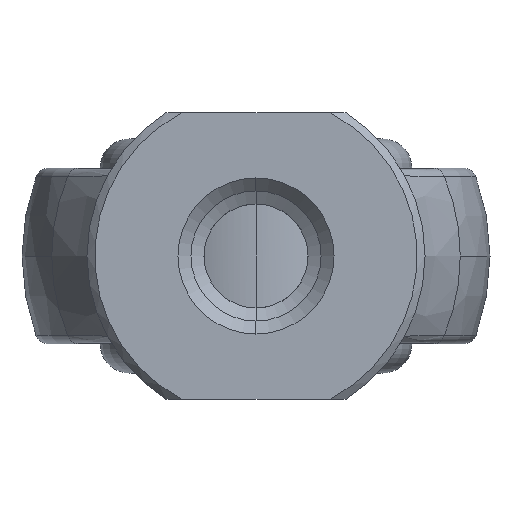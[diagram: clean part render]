
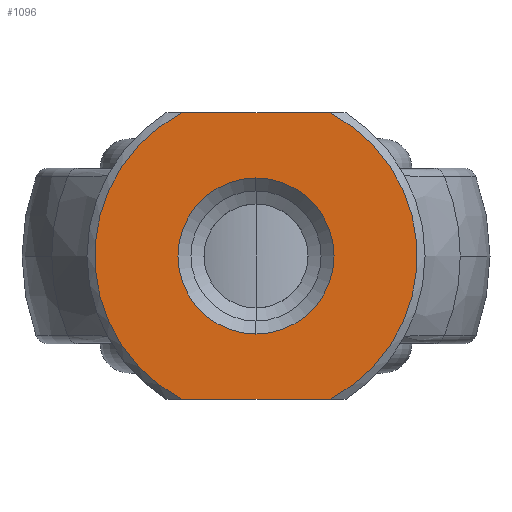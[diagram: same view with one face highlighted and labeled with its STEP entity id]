
A CAD part, left-side view. The second image highlights one B-rep face of the part: STEP entity #1096.
In plain terms, the highlighted planar face has unit normal (-1, 0, 0).
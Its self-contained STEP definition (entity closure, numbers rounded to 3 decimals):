
#5 = CARTESIAN_POINT ( 'NONE',  ( 0., 0., 0. ) ) ;
#8 = DIRECTION ( 'NONE',  ( -1., 0., 0. ) ) ;
#19 = CARTESIAN_POINT ( 'NONE',  ( 0., 0., 0. ) ) ;
#25 = DIRECTION ( 'NONE',  ( 1., 0., 0. ) ) ;
#136 = DIRECTION ( 'NONE',  ( 0., 0., -1. ) ) ;
#151 = DIRECTION ( 'NONE',  ( 0., 0., -1. ) ) ;
#315 = CARTESIAN_POINT ( 'NONE',  ( 0., 0., 3. ) ) ;
#318 = CARTESIAN_POINT ( 'NONE',  ( 0., 2.862, -5.5 ) ) ;
#535 = CARTESIAN_POINT ( 'NONE',  ( 0., 2.5, 0. ) ) ;
#543 = PLANE ( 'NONE',  #1045 ) ;
#544 = DIRECTION ( 'NONE',  ( 1., 0., 0. ) ) ;
#545 = DIRECTION ( 'NONE',  ( 0., 0., -1. ) ) ;
#688 = CARTESIAN_POINT ( 'NONE',  ( 0., 2.862, 5.5 ) ) ;
#691 = CARTESIAN_POINT ( 'NONE',  ( 0., -2.862, 5.5 ) ) ;
#698 = CARTESIAN_POINT ( 'NONE',  ( 0., 0., -3. ) ) ;
#722 = CARTESIAN_POINT ( 'NONE',  ( 0., -2.862, -5.5 ) ) ;
#813 = DIRECTION ( 'NONE',  ( 0., 1., 0. ) ) ;
#814 = CARTESIAN_POINT ( 'NONE',  ( 0., 0., 0. ) ) ;
#816 = DIRECTION ( 'NONE',  ( 0., 0., -1. ) ) ;
#819 = DIRECTION ( 'NONE',  ( 0., 0., -1. ) ) ;
#827 = CARTESIAN_POINT ( 'NONE',  ( 0., 3.464, -5.5 ) ) ;
#831 = DIRECTION ( 'NONE',  ( -1., 0., 0. ) ) ;
#833 = CARTESIAN_POINT ( 'NONE',  ( 0., 0., 0. ) ) ;
#848 = DIRECTION ( 'NONE',  ( 1., 0., 0. ) ) ;
#860 = EDGE_CURVE ( 'NONE', #1412, #1416, #1743, .T. ) ;
#888 = EDGE_CURVE ( 'NONE', #1062, #1425, #1762, .T. ) ;
#910 = AXIS2_PLACEMENT_3D ( 'NONE', #19, #25, #136 ) ;
#946 = EDGE_CURVE ( 'NONE', #1412, #1066, #1335, .T. ) ;
#948 = EDGE_CURVE ( 'NONE', #1425, #1062, #1242, .T. ) ;
#949 = EDGE_CURVE ( 'NONE', #1493, #1066, #1253, .T. ) ;
#955 = EDGE_CURVE ( 'NONE', #1493, #1416, #1257, .T. ) ;
#1009 = AXIS2_PLACEMENT_3D ( 'NONE', #814, #831, #819 ) ;
#1010 = AXIS2_PLACEMENT_3D ( 'NONE', #833, #848, #816 ) ;
#1020 = AXIS2_PLACEMENT_3D ( 'NONE', #5, #8, #151 ) ;
#1045 = AXIS2_PLACEMENT_3D ( 'NONE', #535, #544, #545 ) ;
#1062 = VERTEX_POINT ( 'NONE', #315 ) ;
#1066 = VERTEX_POINT ( 'NONE', #318 ) ;
#1096 = ADVANCED_FACE ( 'NONE', ( #1254, #1212 ), #543, .F. ) ;
#1212 = FACE_OUTER_BOUND ( 'NONE', #1677, .T. ) ;
#1242 = CIRCLE ( 'NONE', #1010, 3. ) ;
#1253 = LINE ( 'NONE', #827, #1295 ) ;
#1254 = FACE_BOUND ( 'NONE', #1652, .T. ) ;
#1257 = CIRCLE ( 'NONE', #1020, 6.2 ) ;
#1295 = VECTOR ( 'NONE', #813, 1000. ) ;
#1335 = CIRCLE ( 'NONE', #1009, 6.2 ) ;
#1412 = VERTEX_POINT ( 'NONE', #688 ) ;
#1416 = VERTEX_POINT ( 'NONE', #691 ) ;
#1425 = VERTEX_POINT ( 'NONE', #698 ) ;
#1432 = DIRECTION ( 'NONE',  ( 0., -1., 0. ) ) ;
#1443 = CARTESIAN_POINT ( 'NONE',  ( 0., 3.464, 5.5 ) ) ;
#1493 = VERTEX_POINT ( 'NONE', #722 ) ;
#1539 = ORIENTED_EDGE ( 'NONE', *, *, #949, .F. ) ;
#1555 = ORIENTED_EDGE ( 'NONE', *, *, #948, .T. ) ;
#1570 = ORIENTED_EDGE ( 'NONE', *, *, #955, .T. ) ;
#1606 = ORIENTED_EDGE ( 'NONE', *, *, #946, .T. ) ;
#1615 = ORIENTED_EDGE ( 'NONE', *, *, #888, .T. ) ;
#1652 = EDGE_LOOP ( 'NONE', ( #1615, #1555 ) ) ;
#1677 = EDGE_LOOP ( 'NONE', ( #1539, #1570, #1770, #1606 ) ) ;
#1743 = LINE ( 'NONE', #1443, #1761 ) ;
#1761 = VECTOR ( 'NONE', #1432, 1000. ) ;
#1762 = CIRCLE ( 'NONE', #910, 3. ) ;
#1770 = ORIENTED_EDGE ( 'NONE', *, *, #860, .F. ) ;
